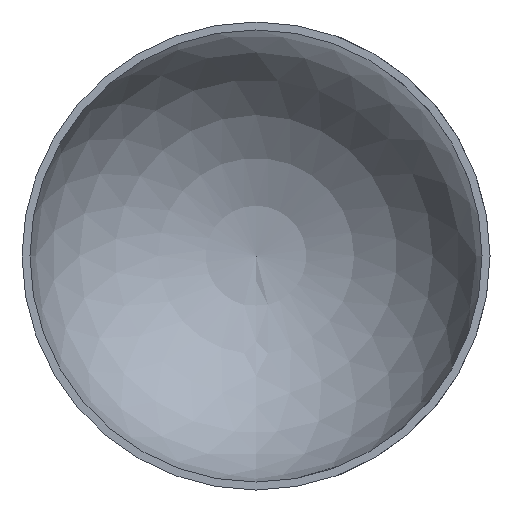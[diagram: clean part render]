
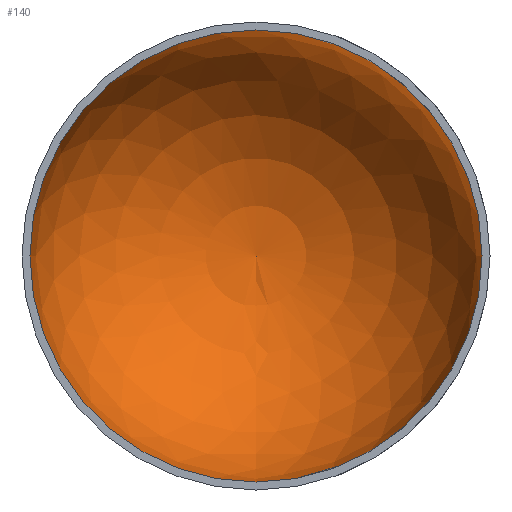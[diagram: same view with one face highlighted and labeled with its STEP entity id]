
A CAD part, front view. The second image highlights one B-rep face of the part: STEP entity #140.
In plain terms, the highlighted spherical face has radius 15.175 mm.
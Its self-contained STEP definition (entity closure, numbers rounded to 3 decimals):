
#22=SPHERICAL_SURFACE('',#173,15.175);
#28=FACE_OUTER_BOUND('',#37,.T.);
#37=EDGE_LOOP('',(#115));
#67=CIRCLE('',#174,15.175);
#79=VERTEX_POINT('',#252);
#95=EDGE_CURVE('',#79,#79,#67,.T.);
#115=ORIENTED_EDGE('',*,*,#95,.T.);
#140=ADVANCED_FACE('',(#28),#22,.F.);
#173=AXIS2_PLACEMENT_3D('',#251,#208,#209);
#174=AXIS2_PLACEMENT_3D('',#253,#210,#211);
#208=DIRECTION('center_axis',(0.,1.,0.));
#209=DIRECTION('ref_axis',(0.,0.,-1.));
#210=DIRECTION('center_axis',(0.,-1.,0.));
#211=DIRECTION('ref_axis',(1.,0.,0.));
#251=CARTESIAN_POINT('Origin',(0.,110.,0.));
#252=CARTESIAN_POINT('',(-15.175,110.,0.));
#253=CARTESIAN_POINT('Origin',(0.,110.,0.));
